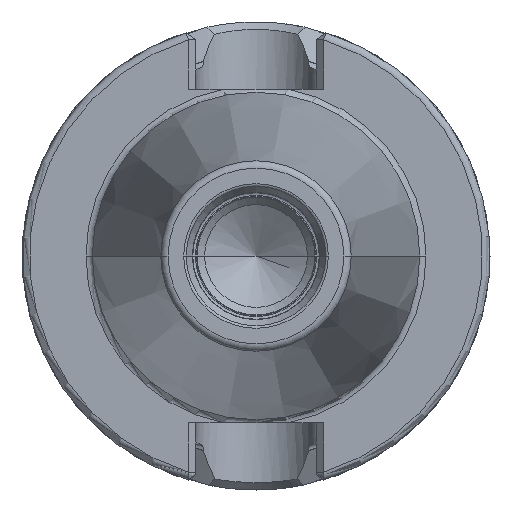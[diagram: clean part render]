
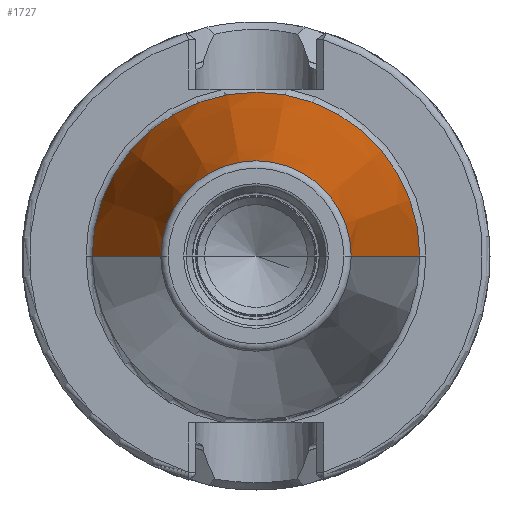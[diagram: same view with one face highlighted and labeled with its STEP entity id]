
A CAD part, left-side view. The second image highlights one B-rep face of the part: STEP entity #1727.
In plain terms, the highlighted conical face has half-angle 8.298 degrees and reference radius 17.426 mm.
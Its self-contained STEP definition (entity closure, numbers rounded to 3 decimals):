
#37=CARTESIAN_POINT('',(-64.544,0.,0.));
#38=DIRECTION('',(1.,0.,0.));
#39=DIRECTION('',(0.,1.,0.));
#40=AXIS2_PLACEMENT_3D('',#37,#38,#39);
#42=CARTESIAN_POINT('',(-1.267,0.,0.));
#43=DIRECTION('',(1.,0.,0.));
#44=DIRECTION('',(0.,1.,0.));
#45=AXIS2_PLACEMENT_3D('',#42,#43,#44);
#47=DIRECTION('',(-0.99,-0.144,0.));
#48=VECTOR('',#47,63.947);
#49=CARTESIAN_POINT('',(-1.267,22.04,0.));
#50=LINE('',#49,#48);
#51=DIRECTION('',(-0.99,0.144,0.));
#52=VECTOR('',#51,63.947);
#53=CARTESIAN_POINT('',(-1.267,-22.04,0.));
#54=LINE('',#53,#52);
#1408=CARTESIAN_POINT('',(-64.544,12.812,0.));
#1410=VERTEX_POINT('',#1408);
#1412=CARTESIAN_POINT('',(-64.544,-12.812,0.));
#1414=VERTEX_POINT('',#1412);
#1623=CARTESIAN_POINT('',(-1.267,22.04,0.));
#1624=VERTEX_POINT('',#1623);
#1625=CARTESIAN_POINT('',(-1.267,-22.04,0.));
#1626=VERTEX_POINT('',#1625);
#1713=CARTESIAN_POINT('',(-32.906,0.,0.));
#1714=DIRECTION('',(1.,0.,0.));
#1715=DIRECTION('',(0.,-1.,0.));
#1716=AXIS2_PLACEMENT_3D('',#1713,#1714,#1715);
#1717=CONICAL_SURFACE('',#1716,17.426,8.298);
#1719=ORIENTED_EDGE('',*,*,#1718,.F.);
#1721=ORIENTED_EDGE('',*,*,#1720,.T.);
#1723=ORIENTED_EDGE('',*,*,#1722,.T.);
#1724=ORIENTED_EDGE('',*,*,#1706,.F.);
#1725=EDGE_LOOP('',(#1719,#1721,#1723,#1724));
#1726=FACE_OUTER_BOUND('',#1725,.F.);
#1727=ADVANCED_FACE('',(#1726),#1717,.T.);
#41=CIRCLE('',#40,12.812);
#46=CIRCLE('',#45,22.04);
#1706=EDGE_CURVE('',#1410,#1414,#41,.T.);
#1718=EDGE_CURVE('',#1624,#1410,#50,.T.);
#1720=EDGE_CURVE('',#1624,#1626,#46,.T.);
#1722=EDGE_CURVE('',#1626,#1414,#54,.T.);
